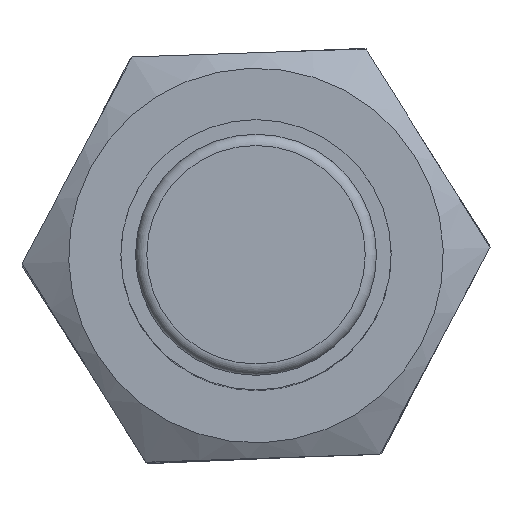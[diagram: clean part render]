
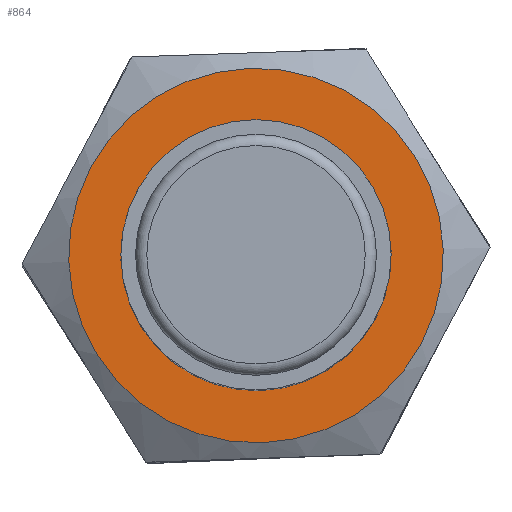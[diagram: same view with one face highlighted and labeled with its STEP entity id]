
A CAD part, top view. The second image highlights one B-rep face of the part: STEP entity #864.
In plain terms, the highlighted face is planar.
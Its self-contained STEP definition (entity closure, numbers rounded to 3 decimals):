
#59=FACE_BOUND('',#293,.T.);
#77=PLANE('',#1130);
#229=FACE_OUTER_BOUND('',#292,.T.);
#292=EDGE_LOOP('',(#733,#734));
#293=EDGE_LOOP('',(#735));
#362=CIRCLE('',#1125,6.);
#366=CIRCLE('',#1131,8.315);
#367=CIRCLE('',#1132,8.315);
#422=VERTEX_POINT('',#1810);
#426=VERTEX_POINT('',#1822);
#427=VERTEX_POINT('',#1823);
#526=EDGE_CURVE('',#422,#422,#362,.T.);
#532=EDGE_CURVE('',#426,#427,#366,.T.);
#533=EDGE_CURVE('',#427,#426,#367,.T.);
#733=ORIENTED_EDGE('',*,*,#532,.T.);
#734=ORIENTED_EDGE('',*,*,#533,.T.);
#735=ORIENTED_EDGE('',*,*,#526,.F.);
#864=ADVANCED_FACE('',(#229,#59),#77,.F.);
#1125=AXIS2_PLACEMENT_3D('',#1811,#1364,#1365);
#1130=AXIS2_PLACEMENT_3D('',#1821,#1376,#1377);
#1131=AXIS2_PLACEMENT_3D('',#1824,#1378,#1379);
#1132=AXIS2_PLACEMENT_3D('',#1825,#1380,#1381);
#1364=DIRECTION('center_axis',(-1.,0.,0.));
#1365=DIRECTION('ref_axis',(0.,0.,-1.));
#1376=DIRECTION('center_axis',(1.,0.,0.));
#1377=DIRECTION('ref_axis',(0.,0.,-1.));
#1378=DIRECTION('center_axis',(-1.,0.,0.));
#1379=DIRECTION('ref_axis',(0.,1.,0.));
#1380=DIRECTION('center_axis',(-1.,0.,0.));
#1381=DIRECTION('ref_axis',(0.,1.,0.));
#1810=CARTESIAN_POINT('',(0.,0.,6.));
#1811=CARTESIAN_POINT('Origin',(0.,0.,0.));
#1821=CARTESIAN_POINT('Origin',(0.,0.,0.));
#1822=CARTESIAN_POINT('',(0.,8.315,0.));
#1823=CARTESIAN_POINT('',(0.,-8.315,0.));
#1824=CARTESIAN_POINT('Origin',(0.,0.,0.));
#1825=CARTESIAN_POINT('Origin',(0.,0.,0.));
